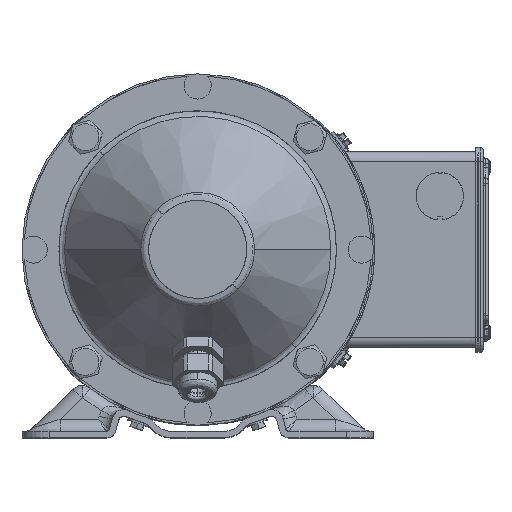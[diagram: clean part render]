
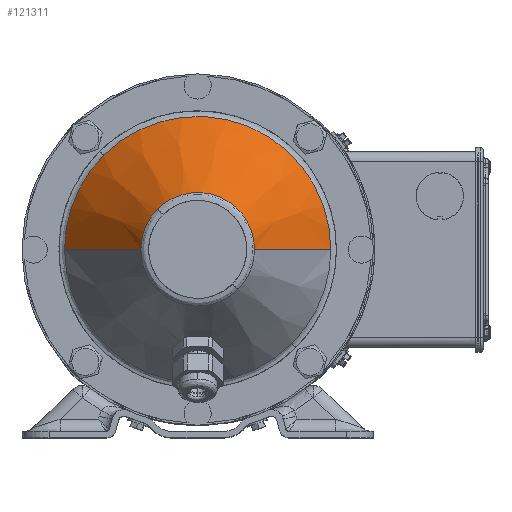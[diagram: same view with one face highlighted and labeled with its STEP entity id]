
A CAD part, top view. The second image highlights one B-rep face of the part: STEP entity #121311.
In plain terms, the highlighted conical face has half-angle 33.547 degrees and reference radius 62.558 mm.
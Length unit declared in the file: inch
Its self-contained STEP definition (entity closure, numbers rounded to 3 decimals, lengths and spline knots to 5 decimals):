
#3558 = DIRECTION ( 'NONE',  ( 0.553, 0., -0.833 ) ) ;
#6491 = DIRECTION ( 'NONE',  ( 0., 0., -1. ) ) ;
#7510 = CARTESIAN_POINT ( 'NONE',  ( 0.00013, -0.00013, 14.89525 ) ) ;
#8389 = DIRECTION ( 'NONE',  ( 0.707, -0.707, 0. ) ) ;
#12995 = VECTOR ( 'NONE', #31169, 39.37008 ) ;
#14011 = EDGE_CURVE ( 'NONE', #130538, #74736, #131311, .T. ) ;
#14230 = AXIS2_PLACEMENT_3D ( 'NONE', #53589, #141546, #18457 ) ;
#18457 = DIRECTION ( 'NONE',  ( -1., 0., 0. ) ) ;
#24613 = DIRECTION ( 'NONE',  ( 0.707, -0.707, 0. ) ) ;
#25461 = FACE_OUTER_BOUND ( 'NONE', #129655, .T. ) ;
#26455 = EDGE_CURVE ( 'NONE', #39623, #83706, #43722, .T. ) ;
#27224 = ORIENTED_EDGE ( 'NONE', *, *, #117772, .T. ) ;
#28861 = AXIS2_PLACEMENT_3D ( 'NONE', #141297, #6491, #8389 ) ;
#29964 = ORIENTED_EDGE ( 'NONE', *, *, #26455, .T. ) ;
#31169 = DIRECTION ( 'NONE',  ( -0.553, 0., -0.833 ) ) ;
#34085 = ORIENTED_EDGE ( 'NONE', *, *, #103486, .F. ) ;
#34165 = CONICAL_SURFACE ( 'NONE', #14230, 2.46292, 0.586 ) ;
#38208 = CARTESIAN_POINT ( 'NONE',  ( -0.74323, 0.74323, 14.89525 ) ) ;
#38875 = CARTESIAN_POINT ( 'NONE',  ( -2.46279, -0.00013, 12.76628 ) ) ;
#39279 = DIRECTION ( 'NONE',  ( 0.707, -0.707, 0. ) ) ;
#39623 = VERTEX_POINT ( 'NONE', #95452 ) ;
#41930 = CARTESIAN_POINT ( 'NONE',  ( -2.46279, -0.00013, 12.76628 ) ) ;
#42710 = LINE ( 'NONE', #41930, #12995 ) ;
#43335 = ORIENTED_EDGE ( 'NONE', *, *, #96128, .T. ) ;
#43722 = LINE ( 'NONE', #81270, #84007 ) ;
#48493 = CARTESIAN_POINT ( 'NONE',  ( -1.05113, -0.00013, 14.89525 ) ) ;
#50699 = CARTESIAN_POINT ( 'NONE',  ( 0.00013, -0.00013, 12.76628 ) ) ;
#52420 = AXIS2_PLACEMENT_3D ( 'NONE', #70039, #91571, #24613 ) ;
#53589 = CARTESIAN_POINT ( 'NONE',  ( 0.00013, -0.00013, 12.76628 ) ) ;
#53732 = CARTESIAN_POINT ( 'NONE',  ( -1.74142, 1.74142, 12.76628 ) ) ;
#55789 = AXIS2_PLACEMENT_3D ( 'NONE', #50699, #84493, #95714 ) ;
#57991 = AXIS2_PLACEMENT_3D ( 'NONE', #7510, #95993, #39279 ) ;
#70039 = CARTESIAN_POINT ( 'NONE',  ( 0.00013, -0.00013, 12.76628 ) ) ;
#73538 = EDGE_CURVE ( 'NONE', #114038, #84412, #131027, .T. ) ;
#74736 = VERTEX_POINT ( 'NONE', #38208 ) ;
#75909 = ORIENTED_EDGE ( 'NONE', *, *, #73538, .T. ) ;
#81270 = CARTESIAN_POINT ( 'NONE',  ( 2.46305, -0.00013, 12.76628 ) ) ;
#83305 = ORIENTED_EDGE ( 'NONE', *, *, #14011, .T. ) ;
#83706 = VERTEX_POINT ( 'NONE', #133474 ) ;
#84007 = VECTOR ( 'NONE', #3558, 39.37008 ) ;
#84412 = VERTEX_POINT ( 'NONE', #38875 ) ;
#84493 = DIRECTION ( 'NONE',  ( 0., 0., 1. ) ) ;
#91571 = DIRECTION ( 'NONE',  ( 0., 0., 1. ) ) ;
#95452 = CARTESIAN_POINT ( 'NONE',  ( 1.05139, -0.00013, 14.89525 ) ) ;
#95714 = DIRECTION ( 'NONE',  ( 0.707, -0.707, 0. ) ) ;
#95993 = DIRECTION ( 'NONE',  ( 0., 0., -1. ) ) ;
#96128 = EDGE_CURVE ( 'NONE', #83706, #114038, #107186, .T. ) ;
#103486 = EDGE_CURVE ( 'NONE', #130538, #84412, #42710, .T. ) ;
#107186 = CIRCLE ( 'NONE', #55789, 2.46292 ) ;
#108169 = CIRCLE ( 'NONE', #57991, 1.05126 ) ;
#114038 = VERTEX_POINT ( 'NONE', #53732 ) ;
#117772 = EDGE_CURVE ( 'NONE', #74736, #39623, #108169, .T. ) ;
#121311 = ADVANCED_FACE ( 'NONE', ( #25461 ), #34165, .T. ) ;
#129655 = EDGE_LOOP ( 'NONE', ( #83305, #27224, #29964, #43335, #75909, #34085 ) ) ;
#130538 = VERTEX_POINT ( 'NONE', #48493 ) ;
#131027 = CIRCLE ( 'NONE', #52420, 2.46292 ) ;
#131311 = CIRCLE ( 'NONE', #28861, 1.05126 ) ;
#133474 = CARTESIAN_POINT ( 'NONE',  ( 2.46305, -0.00013, 12.76628 ) ) ;
#141297 = CARTESIAN_POINT ( 'NONE',  ( 0.00013, -0.00013, 14.89525 ) ) ;
#141546 = DIRECTION ( 'NONE',  ( 0., 0., -1. ) ) ;
